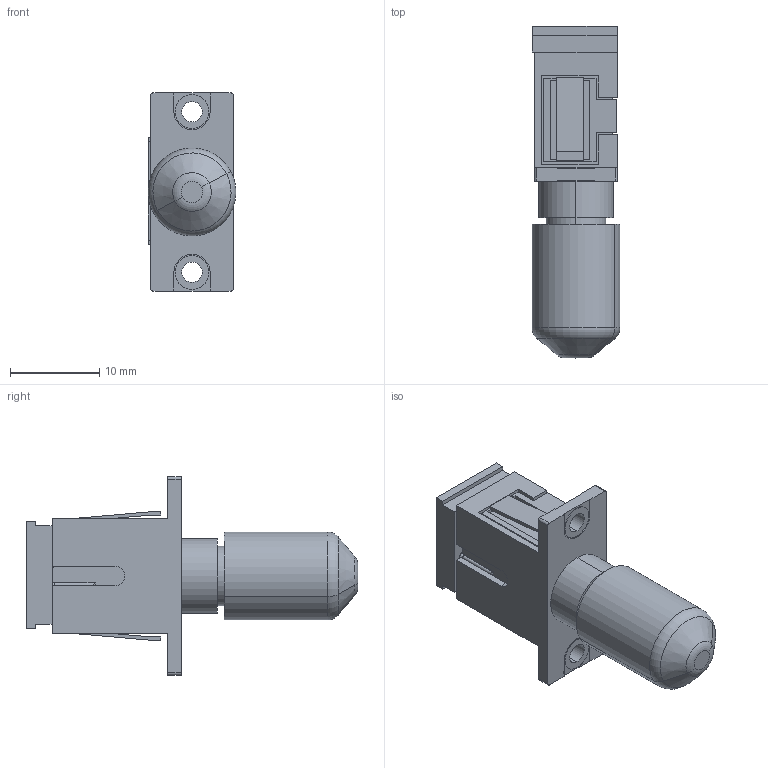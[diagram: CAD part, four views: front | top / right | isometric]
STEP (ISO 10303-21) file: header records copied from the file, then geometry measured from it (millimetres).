
FILE_DESCRIPTION (( 'STEP AP214' ), '1' );
FILE_NAME ('FOA-211_3D.STEP', '2020-08-20T21:50:22', ( '' ), ( '' ), 'SwSTEP 2.0', 'SolidWorks 2018', '' );
FILE_SCHEMA (( 'AUTOMOTIVE_DESIGN' ));
Length unit declared in the file: inch
Products named in the file (4): 3AB09-002; FOA-211_3D; FOA-211; 3AB09-001
Assembly tree (3 placements, depth 2):
  FOA-211_3D
    FOA-211
    3AB09-001
    3AB09-002
Bounding box: 9.85 x 37.21 x 22.23 mm (x, y, z)
Volume: 1881.5 mm3; surface area: 4228 mm2
Topology: 3 solids, 3 shells, 262 faces, 692 edges, 448 vertices
Faces by surface type: plane 170, cylinder 68, torus 16, cone 8
Entity records: 9232 total; most frequent: CARTESIAN_POINT 1550, ORIENTED_EDGE 1384, DIRECTION 1350, EDGE_CURVE 692, LINE 526, VECTOR 526, VERTEX_POINT 448, AXIS2_PLACEMENT_3D 412
